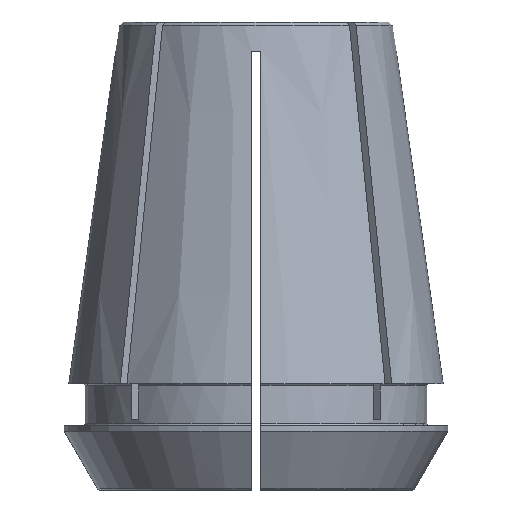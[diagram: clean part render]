
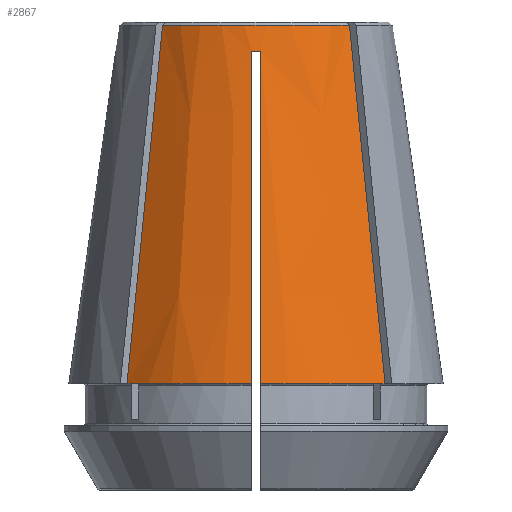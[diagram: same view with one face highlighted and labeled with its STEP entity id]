
A CAD part, front view. The second image highlights one B-rep face of the part: STEP entity #2867.
In plain terms, the highlighted conical face has half-angle 8 degrees and reference radius 11.657 mm.
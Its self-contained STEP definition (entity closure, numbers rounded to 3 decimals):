
#37=CONICAL_SURFACE('',#3054,11.657,0.14);
#106=CIRCLE('',#3036,12.009);
#118=CIRCLE('',#3055,16.);
#119=CIRCLE('',#3056,11.699);
#120=CIRCLE('',#3057,16.);
#898=ORIENTED_EDGE('',*,*,#1798,.T.);
#899=ORIENTED_EDGE('',*,*,#1799,.T.);
#900=ORIENTED_EDGE('',*,*,#1800,.F.);
#901=ORIENTED_EDGE('',*,*,#1801,.T.);
#902=ORIENTED_EDGE('',*,*,#1802,.T.);
#903=ORIENTED_EDGE('',*,*,#1803,.F.);
#904=ORIENTED_EDGE('',*,*,#1760,.F.);
#905=ORIENTED_EDGE('',*,*,#1780,.T.);
#1760=EDGE_CURVE('',#2210,#2212,#106,.T.);
#1780=EDGE_CURVE('',#2210,#2231,#2441,.T.);
#1798=EDGE_CURVE('',#2231,#2244,#118,.T.);
#1799=EDGE_CURVE('',#2244,#2245,#2442,.T.);
#1800=EDGE_CURVE('',#2246,#2245,#119,.T.);
#1801=EDGE_CURVE('',#2246,#2247,#2443,.T.);
#1802=EDGE_CURVE('',#2247,#2248,#120,.T.);
#1803=EDGE_CURVE('',#2212,#2248,#2444,.T.);
#2210=VERTEX_POINT('',#4459);
#2212=VERTEX_POINT('',#4462);
#2231=VERTEX_POINT('',#4510);
#2244=VERTEX_POINT('',#4557);
#2245=VERTEX_POINT('',#4562);
#2246=VERTEX_POINT('',#4564);
#2247=VERTEX_POINT('',#4572);
#2248=VERTEX_POINT('',#4574);
#2441=B_SPLINE_CURVE_WITH_KNOTS('',3,(#4511,#4512,#4513,#4514,#4515,#4516,
#4517,#4518,#4519,#4520),.UNSPECIFIED.,.F.,.F.,(4,3,3,4),(0.018,
0.022,0.044,0.047),.UNSPECIFIED.);
#2442=B_SPLINE_CURVE_WITH_KNOTS('',3,(#4558,#4559,#4560,#4561),
 .UNSPECIFIED.,.F.,.F.,(4,4),(0.,0.031),
 .UNSPECIFIED.);
#2443=B_SPLINE_CURVE_WITH_KNOTS('',3,(#4565,#4566,#4567,#4568,#4569,#4570,
#4571),.UNSPECIFIED.,.F.,.F.,(4,3,4),(0.,0.021,
0.031),.UNSPECIFIED.);
#2444=B_SPLINE_CURVE_WITH_KNOTS('',3,(#4575,#4576,#4577,#4578,#4579,#4580,
#4581,#4582,#4583,#4584),.UNSPECIFIED.,.F.,.F.,(4,3,3,4),(0.018,
0.022,0.044,0.047),.UNSPECIFIED.);
#2487=EDGE_LOOP('',(#898,#899,#900,#901,#902,#903,#904,#905));
#2639=FACE_BOUND('',#2487,.T.);
#2867=ADVANCED_FACE('',(#2639),#37,.T.);
#3036=AXIS2_PLACEMENT_3D('',#4461,#3441,#3442);
#3054=AXIS2_PLACEMENT_3D('',#4555,#3499,#3500);
#3055=AXIS2_PLACEMENT_3D('',#4556,#3501,#3502);
#3056=AXIS2_PLACEMENT_3D('',#4563,#3503,#3504);
#3057=AXIS2_PLACEMENT_3D('',#4573,#3505,#3506);
#3441=DIRECTION('',(0.,0.,-1.));
#3442=DIRECTION('',(-1.,0.,0.));
#3499=DIRECTION('',(0.,0.,-1.));
#3500=DIRECTION('',(-1.,0.,0.));
#3501=DIRECTION('',(0.,0.,1.));
#3502=DIRECTION('',(1.,0.,0.));
#3503=DIRECTION('',(0.,0.,1.));
#3504=DIRECTION('',(1.,0.,0.));
#3505=DIRECTION('',(0.,0.,1.));
#3506=DIRECTION('',(1.,0.,0.));
#4459=CARTESIAN_POINT('',(0.4,-12.002,32.));
#4461=CARTESIAN_POINT('',(0.,0.,32.));
#4462=CARTESIAN_POINT('',(-0.4,-12.002,32.));
#4510=CARTESIAN_POINT('',(0.4,-15.995,3.6));
#4511=CARTESIAN_POINT('',(0.4,-12.002,32.));
#4512=CARTESIAN_POINT('',(0.4,-12.169,30.811));
#4513=CARTESIAN_POINT('',(0.4,-12.336,29.622));
#4514=CARTESIAN_POINT('',(0.4,-12.503,28.433));
#4515=CARTESIAN_POINT('',(0.4,-13.523,21.184));
#4516=CARTESIAN_POINT('',(0.4,-14.542,13.934));
#4517=CARTESIAN_POINT('',(0.4,-15.561,6.684));
#4518=CARTESIAN_POINT('',(0.4,-15.706,5.656));
#4519=CARTESIAN_POINT('',(0.4,-15.85,4.628));
#4520=CARTESIAN_POINT('',(0.4,-15.995,3.6));
#4555=CARTESIAN_POINT('',(0.,0.,34.5));
#4556=CARTESIAN_POINT('',(0.,0.,3.6));
#4557=CARTESIAN_POINT('',(11.027,-11.593,3.6));
#4558=CARTESIAN_POINT('',(11.027,-11.593,3.6));
#4559=CARTESIAN_POINT('',(10.013,-10.579,13.801));
#4560=CARTESIAN_POINT('',(8.999,-9.565,24.002));
#4561=CARTESIAN_POINT('',(7.985,-8.55,34.203));
#4562=CARTESIAN_POINT('',(7.985,-8.55,34.203));
#4563=CARTESIAN_POINT('',(0.,0.,34.203));
#4564=CARTESIAN_POINT('',(-7.985,-8.55,34.203));
#4565=CARTESIAN_POINT('',(-7.985,-8.55,34.203));
#4566=CARTESIAN_POINT('',(-8.659,-9.225,27.423));
#4567=CARTESIAN_POINT('',(-9.333,-9.899,20.643));
#4568=CARTESIAN_POINT('',(-10.007,-10.573,13.864));
#4569=CARTESIAN_POINT('',(-10.347,-10.913,10.442));
#4570=CARTESIAN_POINT('',(-10.687,-11.253,7.021));
#4571=CARTESIAN_POINT('',(-11.027,-11.593,3.6));
#4572=CARTESIAN_POINT('',(-11.027,-11.593,3.6));
#4573=CARTESIAN_POINT('',(0.,0.,3.6));
#4574=CARTESIAN_POINT('',(-0.4,-15.995,3.6));
#4575=CARTESIAN_POINT('',(-0.4,-12.002,32.));
#4576=CARTESIAN_POINT('',(-0.4,-12.169,30.811));
#4577=CARTESIAN_POINT('',(-0.4,-12.336,29.622));
#4578=CARTESIAN_POINT('',(-0.4,-12.503,28.433));
#4579=CARTESIAN_POINT('',(-0.4,-13.523,21.184));
#4580=CARTESIAN_POINT('',(-0.4,-14.542,13.934));
#4581=CARTESIAN_POINT('',(-0.4,-15.561,6.684));
#4582=CARTESIAN_POINT('',(-0.4,-15.706,5.656));
#4583=CARTESIAN_POINT('',(-0.4,-15.85,4.628));
#4584=CARTESIAN_POINT('',(-0.4,-15.995,3.6));
